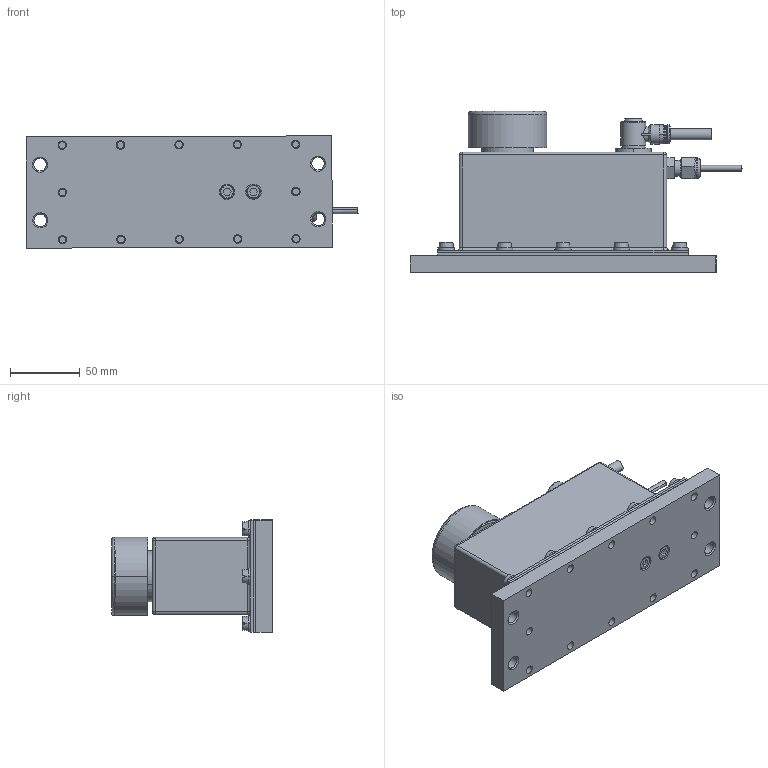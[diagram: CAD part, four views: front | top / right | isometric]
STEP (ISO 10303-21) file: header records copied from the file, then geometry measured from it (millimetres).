
FILE_DESCRIPTION(('STEP AP214'),'1');
FILE_NAME('PS62 (5-35kg)3.stp','2022-01-05T11:05:27',('Alessio Stucchi'),('Pavone Sistemi srl'),'Spatial InterOp 3D',' ',' ');
FILE_SCHEMA(('AUTOMOTIVE_DESIGN { 1 0 10303 214 1 1 1 1 }'));
Length unit declared in the file: inch
Products named in the file (1): PS62(5..35Kg)|NAUO1#PS62 (5..35Kg)_1|NAUO4#AC-2022|NAUO42#CA-1042;Redondeo3
Bounding box: 238.82 x 115.8 x 80.81 mm (x, y, z)
Volume: 369475.5 mm3; surface area: 208399.1 mm2
Topology: 44 solids, 130 shells, 809 faces, 2013 edges, 1418 vertices
Faces by surface type: cylinder 328, plane 317, cone 130, torus 18, bspline 12, sphere 4
Entity records: 42049 total; most frequent: CARTESIAN_POINT 5731, DIRECTION 4694, ORIENTED_EDGE 3627, STYLED_ITEM 2568, PRESENTATION_STYLE_ASSIGNMENT 2568, COLOUR_RGB 2568, EDGE_CURVE 1998, AXIS2_PLACEMENT_3D 1893
